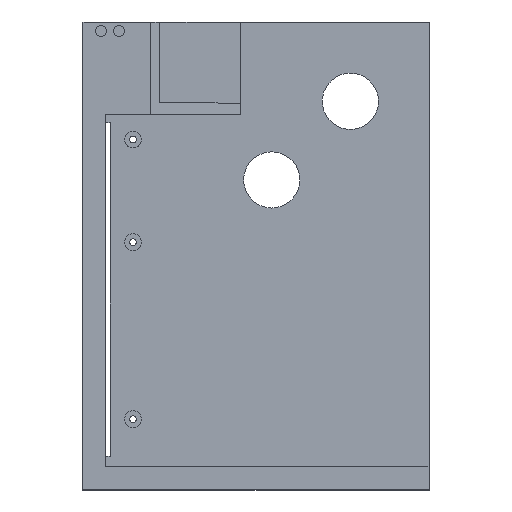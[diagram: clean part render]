
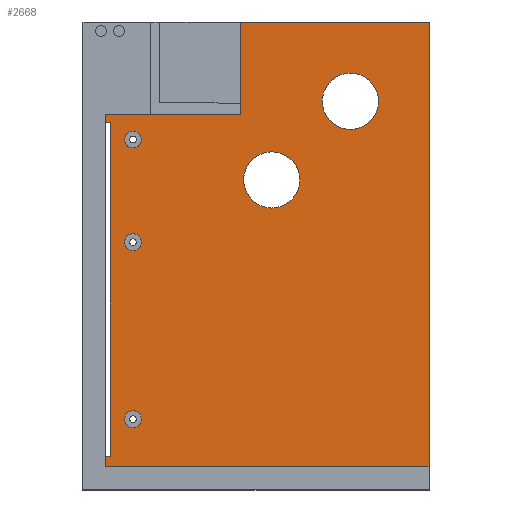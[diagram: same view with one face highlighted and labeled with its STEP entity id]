
A CAD part, top view. The second image highlights one B-rep face of the part: STEP entity #2668.
In plain terms, the highlighted planar face has unit normal (0, 0, 1).
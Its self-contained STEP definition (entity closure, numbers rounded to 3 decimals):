
#287=FACE_BOUND('',#627,.T.);
#288=FACE_BOUND('',#628,.T.);
#289=FACE_BOUND('',#629,.T.);
#290=FACE_BOUND('',#630,.T.);
#291=FACE_BOUND('',#631,.T.);
#347=CIRCLE('',#2769,12.5);
#348=CIRCLE('',#2771,12.5);
#353=CIRCLE('',#2849,3.75);
#354=CIRCLE('',#2850,3.75);
#355=CIRCLE('',#2851,3.75);
#467=FACE_OUTER_BOUND('',#626,.T.);
#626=EDGE_LOOP('',(#2388,#2389,#2390,#2391,#2392,#2393,#2394,#2395));
#627=EDGE_LOOP('',(#2396));
#628=EDGE_LOOP('',(#2397));
#629=EDGE_LOOP('',(#2398));
#630=EDGE_LOOP('',(#2399));
#631=EDGE_LOOP('',(#2400));
#659=LINE('',#3529,#945);
#682=LINE('',#3577,#968);
#756=LINE('',#3783,#1042);
#928=LINE('',#4156,#1214);
#929=LINE('',#4158,#1215);
#930=LINE('',#4160,#1216);
#931=LINE('',#4162,#1217);
#932=LINE('',#4163,#1218);
#945=VECTOR('',#2885,10.);
#968=VECTOR('',#2914,10.);
#1042=VECTOR('',#3072,10.);
#1214=VECTOR('',#3446,10.);
#1215=VECTOR('',#3447,10.);
#1216=VECTOR('',#3448,10.);
#1217=VECTOR('',#3449,10.);
#1218=VECTOR('',#3450,10.);
#1231=VERTEX_POINT('',#3526);
#1232=VERTEX_POINT('',#3528);
#1254=VERTEX_POINT('',#3576);
#1344=VERTEX_POINT('',#3782);
#1379=VERTEX_POINT('',#3873);
#1380=VERTEX_POINT('',#3877);
#1444=VERTEX_POINT('',#4155);
#1445=VERTEX_POINT('',#4157);
#1446=VERTEX_POINT('',#4159);
#1447=VERTEX_POINT('',#4161);
#1448=VERTEX_POINT('',#4164);
#1449=VERTEX_POINT('',#4166);
#1450=VERTEX_POINT('',#4168);
#1459=EDGE_CURVE('',#1231,#1232,#659,.T.);
#1482=EDGE_CURVE('',#1232,#1254,#682,.T.);
#1587=EDGE_CURVE('',#1344,#1254,#756,.T.);
#1635=EDGE_CURVE('',#1379,#1379,#347,.T.);
#1637=EDGE_CURVE('',#1380,#1380,#348,.T.);
#1777=EDGE_CURVE('',#1231,#1444,#928,.T.);
#1778=EDGE_CURVE('',#1444,#1445,#929,.T.);
#1779=EDGE_CURVE('',#1445,#1446,#930,.T.);
#1780=EDGE_CURVE('',#1446,#1447,#931,.T.);
#1781=EDGE_CURVE('',#1447,#1344,#932,.T.);
#1782=EDGE_CURVE('',#1448,#1448,#353,.T.);
#1783=EDGE_CURVE('',#1449,#1449,#354,.T.);
#1784=EDGE_CURVE('',#1450,#1450,#355,.T.);
#2388=ORIENTED_EDGE('',*,*,#1459,.F.);
#2389=ORIENTED_EDGE('',*,*,#1777,.T.);
#2390=ORIENTED_EDGE('',*,*,#1778,.T.);
#2391=ORIENTED_EDGE('',*,*,#1779,.T.);
#2392=ORIENTED_EDGE('',*,*,#1780,.T.);
#2393=ORIENTED_EDGE('',*,*,#1781,.T.);
#2394=ORIENTED_EDGE('',*,*,#1587,.T.);
#2395=ORIENTED_EDGE('',*,*,#1482,.F.);
#2396=ORIENTED_EDGE('',*,*,#1635,.T.);
#2397=ORIENTED_EDGE('',*,*,#1637,.T.);
#2398=ORIENTED_EDGE('',*,*,#1782,.T.);
#2399=ORIENTED_EDGE('',*,*,#1783,.T.);
#2400=ORIENTED_EDGE('',*,*,#1784,.T.);
#2563=PLANE('',#2848);
#2668=ADVANCED_FACE('',(#467,#287,#288,#289,#290,#291),#2563,.T.);
#2769=AXIS2_PLACEMENT_3D('',#3875,#3150,#3151);
#2771=AXIS2_PLACEMENT_3D('',#3879,#3155,#3156);
#2848=AXIS2_PLACEMENT_3D('',#4154,#3444,#3445);
#2849=AXIS2_PLACEMENT_3D('',#4165,#3451,#3452);
#2850=AXIS2_PLACEMENT_3D('',#4167,#3453,#3454);
#2851=AXIS2_PLACEMENT_3D('',#4169,#3455,#3456);
#2885=DIRECTION('',(1.,0.,0.));
#2914=DIRECTION('',(0.,-1.,0.));
#3072=DIRECTION('',(1.,0.,0.));
#3150=DIRECTION('center_axis',(0.,0.,-1.));
#3151=DIRECTION('ref_axis',(-1.,0.,0.));
#3155=DIRECTION('center_axis',(0.,0.,-1.));
#3156=DIRECTION('ref_axis',(-1.,0.,0.));
#3444=DIRECTION('center_axis',(0.,0.,1.));
#3445=DIRECTION('ref_axis',(1.,0.,0.));
#3446=DIRECTION('',(0.,-1.,0.));
#3447=DIRECTION('',(1.,0.,0.));
#3448=DIRECTION('',(0.,-1.,0.));
#3449=DIRECTION('',(-1.,0.,0.));
#3450=DIRECTION('',(0.,-1.,0.));
#3451=DIRECTION('center_axis',(0.,0.,-1.));
#3452=DIRECTION('ref_axis',(1.,0.,0.));
#3453=DIRECTION('center_axis',(0.,0.,-1.));
#3454=DIRECTION('ref_axis',(1.,0.,0.));
#3455=DIRECTION('center_axis',(0.,0.,-1.));
#3456=DIRECTION('ref_axis',(1.,0.,0.));
#3526=CARTESIAN_POINT('',(-12.268,176.49,0.));
#3528=CARTESIAN_POINT('',(131.732,176.49,0.));
#3529=CARTESIAN_POINT('',(134.732,176.49,0.));
#3576=CARTESIAN_POINT('',(131.732,-21.51,0.));
#3577=CARTESIAN_POINT('',(131.732,67.24,0.));
#3782=CARTESIAN_POINT('',(-12.268,-21.51,0.));
#3783=CARTESIAN_POINT('',(212.732,-21.51,0.));
#3873=CARTESIAN_POINT('',(74.232,106.49,0.));
#3875=CARTESIAN_POINT('Origin',(61.732,106.49,0.));
#3877=CARTESIAN_POINT('',(109.232,141.49,0.));
#3879=CARTESIAN_POINT('Origin',(96.732,141.49,0.));
#4154=CARTESIAN_POINT('Origin',(137.732,165.99,0.));
#4155=CARTESIAN_POINT('',(-12.268,131.978,0.));
#4156=CARTESIAN_POINT('',(-12.268,72.24,0.));
#4157=CARTESIAN_POINT('',(-10.16,131.978,0.));
#4158=CARTESIAN_POINT('',(-12.268,131.978,0.));
#4159=CARTESIAN_POINT('',(-10.16,-16.51,0.));
#4160=CARTESIAN_POINT('',(-10.16,288.29,0.));
#4161=CARTESIAN_POINT('',(-12.268,-16.51,0.));
#4162=CARTESIAN_POINT('',(233.68,-16.51,0.));
#4163=CARTESIAN_POINT('',(-12.268,72.24,0.));
#4164=CARTESIAN_POINT('',(-3.75,78.74,0.));
#4165=CARTESIAN_POINT('Origin',(0.,78.74,0.));
#4166=CARTESIAN_POINT('',(-3.75,124.46,0.));
#4167=CARTESIAN_POINT('Origin',(0.,124.46,0.));
#4168=CARTESIAN_POINT('',(-3.75,0.,0.));
#4169=CARTESIAN_POINT('Origin',(0.,0.,0.));
